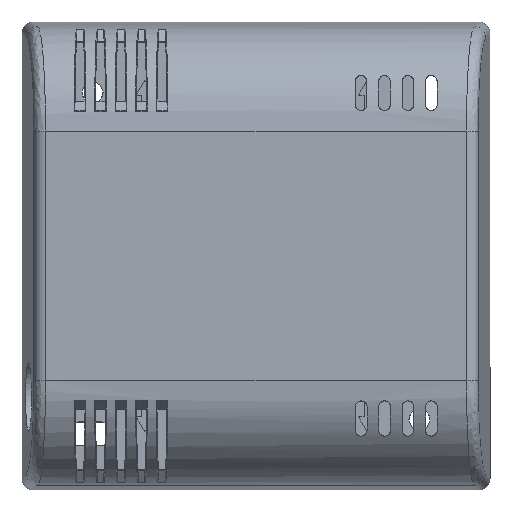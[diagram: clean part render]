
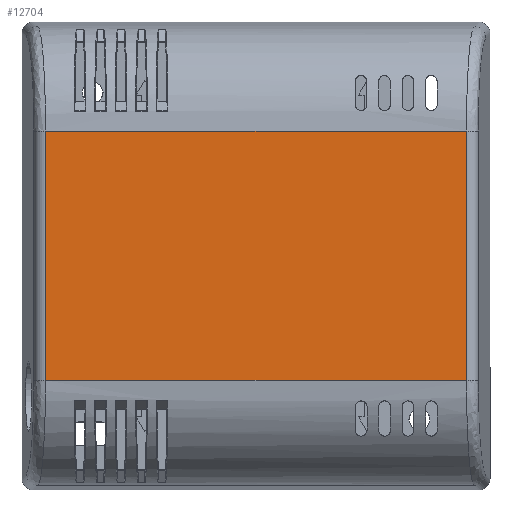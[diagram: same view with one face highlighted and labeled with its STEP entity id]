
A CAD part, top view. The second image highlights one B-rep face of the part: STEP entity #12704.
In plain terms, the highlighted face is planar.
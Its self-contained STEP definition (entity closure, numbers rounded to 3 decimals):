
#1461=FACE_OUTER_BOUND('',#2203,.T.);
#2203=EDGE_LOOP('',(#11056,#11057,#11058,#11059));
#3055=LINE('',#21058,#4136);
#3108=LINE('',#21777,#4189);
#3288=LINE('',#22844,#4369);
#3290=LINE('',#22884,#4371);
#4136=VECTOR('',#15863,10.);
#4189=VECTOR('',#16014,10.);
#4369=VECTOR('',#16500,10.);
#4371=VECTOR('',#16508,10.);
#5553=VERTEX_POINT('',#21054);
#5555=VERTEX_POINT('',#21057);
#5641=VERTEX_POINT('',#21772);
#5642=VERTEX_POINT('',#21775);
#7167=EDGE_CURVE('',#5553,#5555,#3055,.T.);
#7288=EDGE_CURVE('',#5642,#5641,#3108,.T.);
#7554=EDGE_CURVE('',#5641,#5553,#3288,.T.);
#7557=EDGE_CURVE('',#5555,#5642,#3290,.T.);
#11056=ORIENTED_EDGE('',*,*,#7554,.F.);
#11057=ORIENTED_EDGE('',*,*,#7288,.F.);
#11058=ORIENTED_EDGE('',*,*,#7557,.F.);
#11059=ORIENTED_EDGE('',*,*,#7167,.F.);
#11446=PLANE('',#13629);
#12704=ADVANCED_FACE('',(#1461),#11446,.T.);
#13629=AXIS2_PLACEMENT_3D('',#22883,#16506,#16507);
#15863=DIRECTION('',(0.,0.,-1.));
#16014=DIRECTION('',(0.,0.,1.));
#16500=DIRECTION('',(-1.,0.,0.));
#16506=DIRECTION('center_axis',(0.,1.,0.));
#16507=DIRECTION('ref_axis',(0.,0.,1.));
#16508=DIRECTION('',(1.,0.,0.));
#21054=CARTESIAN_POINT('',(18.681,25.,75.98));
#21057=CARTESIAN_POINT('',(18.681,25.,4.02));
#21058=CARTESIAN_POINT('',(18.681,25.,0.));
#21772=CARTESIAN_POINT('',(61.319,25.,75.98));
#21775=CARTESIAN_POINT('',(61.319,25.,4.02));
#21777=CARTESIAN_POINT('',(61.319,25.,0.));
#22844=CARTESIAN_POINT('',(20.,25.,75.98));
#22883=CARTESIAN_POINT('Origin',(0.,25.,0.));
#22884=CARTESIAN_POINT('',(20.,25.,4.02));
